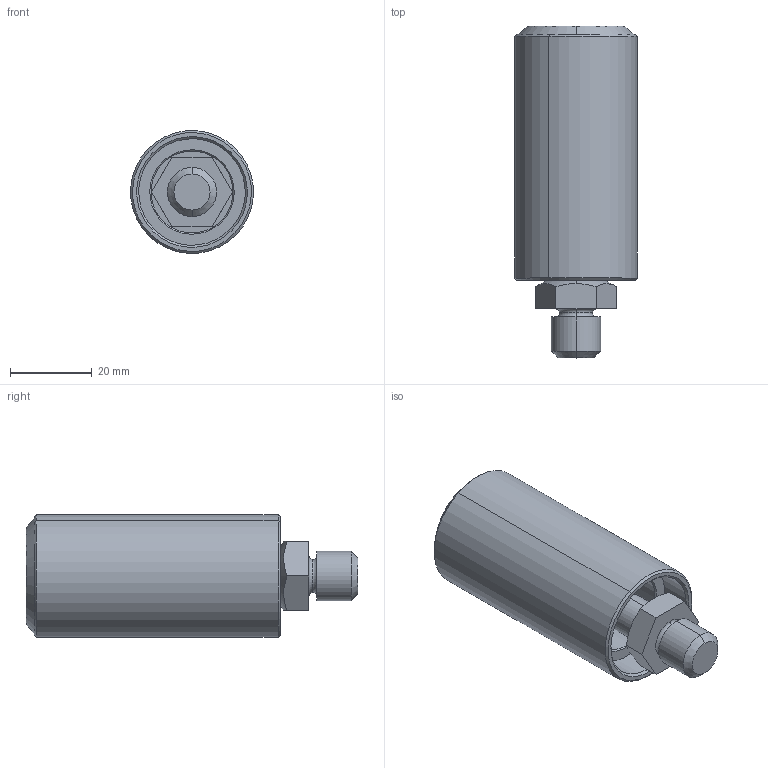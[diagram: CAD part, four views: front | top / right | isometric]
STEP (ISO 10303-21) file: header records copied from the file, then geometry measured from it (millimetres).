
FILE_DESCRIPTION (( 'STEP AP203' ), '1' );
FILE_NAME ('240123_step_0555.STEP', '2024-01-23T10:53:34', ( '' ), ( '' ), 'SwSTEP 2.0', 'SolidWorks 2022', '' );
FILE_SCHEMA (( 'CONFIG_CONTROL_DESIGN' ));
Length unit declared in the file: millimetre
Products named in the file (4): 73202; SFL30; 240123_step_0555; 50201
Assembly tree (3 placements, depth 2):
  240123_step_0555
    50201
    73202
    SFL30
Bounding box: 29.94 x 81 x 29.94 mm (x, y, z)
Volume: 25653.6 mm3; surface area: 16732 mm2
Topology: 3 solids, 3 shells, 71 faces, 144 edges, 90 vertices
Faces by surface type: cylinder 24, plane 23, cone 20, torus 4
Entity records: 2344 total; most frequent: CARTESIAN_POINT 379, DIRECTION 370, ORIENTED_EDGE 288, AXIS2_PLACEMENT_3D 157, EDGE_CURVE 144, VERTEX_POINT 90, EDGE_LOOP 84, CIRCLE 80
